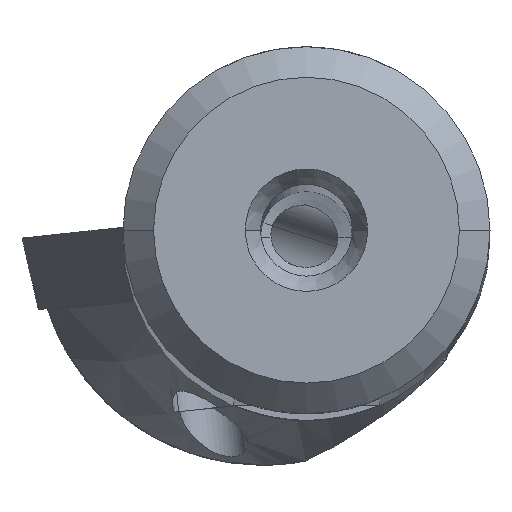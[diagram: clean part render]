
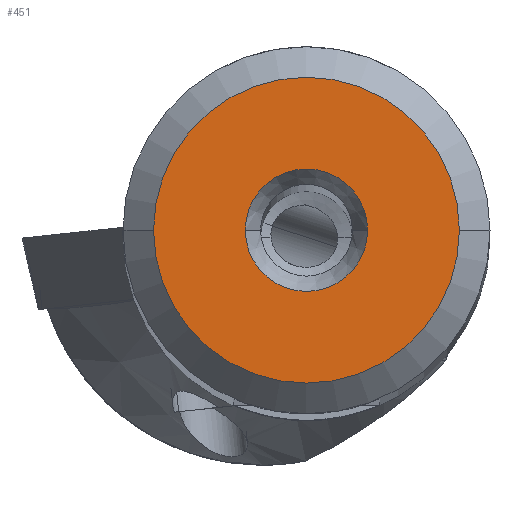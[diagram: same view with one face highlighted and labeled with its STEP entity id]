
A CAD part, top view. The second image highlights one B-rep face of the part: STEP entity #451.
In plain terms, the highlighted planar face has unit normal (0, 0, 1).
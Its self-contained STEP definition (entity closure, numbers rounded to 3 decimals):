
#451=ADVANCED_FACE('',(#511,#512),#494,.T.);
#494=PLANE('',#2631);
#511=FACE_BOUND('',#630,.T.);
#512=FACE_BOUND('',#631,.T.);
#630=EDGE_LOOP('',(#1271,#1272,#1273,#1274));
#631=EDGE_LOOP('',(#1275,#1276));
#1271=ORIENTED_EDGE('',*,*,#1872,.F.);
#1272=ORIENTED_EDGE('',*,*,#1873,.F.);
#1273=ORIENTED_EDGE('',*,*,#1874,.F.);
#1274=ORIENTED_EDGE('',*,*,#1875,.F.);
#1275=ORIENTED_EDGE('',*,*,#1876,.F.);
#1276=ORIENTED_EDGE('',*,*,#1871,.F.);
#1538=VERTEX_POINT('',#5242);
#1539=VERTEX_POINT('',#5244);
#1540=VERTEX_POINT('',#5248);
#1541=VERTEX_POINT('',#5249);
#1542=VERTEX_POINT('',#5251);
#1543=VERTEX_POINT('',#5253);
#1871=EDGE_CURVE('',#1539,#1538,#2007,.T.);
#1872=EDGE_CURVE('',#1540,#1541,#2008,.T.);
#1873=EDGE_CURVE('',#1542,#1540,#2009,.T.);
#1874=EDGE_CURVE('',#1543,#1542,#2010,.T.);
#1875=EDGE_CURVE('',#1541,#1543,#2011,.T.);
#1876=EDGE_CURVE('',#1538,#1539,#2012,.T.);
#2007=CIRCLE('',#2624,2.);
#2008=CIRCLE('',#2626,5.);
#2009=CIRCLE('',#2627,5.);
#2010=CIRCLE('',#2628,5.);
#2011=CIRCLE('',#2629,5.);
#2012=CIRCLE('',#2630,2.);
#2624=AXIS2_PLACEMENT_3D('',#5245,#3248,#3249);
#2626=AXIS2_PLACEMENT_3D('',#5247,#3252,#3253);
#2627=AXIS2_PLACEMENT_3D('',#5250,#3254,#3255);
#2628=AXIS2_PLACEMENT_3D('',#5252,#3256,#3257);
#2629=AXIS2_PLACEMENT_3D('',#5254,#3258,#3259);
#2630=AXIS2_PLACEMENT_3D('',#5255,#3260,#3261);
#2631=AXIS2_PLACEMENT_3D('',#5256,#3262,#3263);
#3248=DIRECTION('',(0.,0.,1.));
#3249=DIRECTION('',(1.,0.,0.));
#3252=DIRECTION('',(0.,0.,-1.));
#3253=DIRECTION('',(1.,0.,0.));
#3254=DIRECTION('',(0.,0.,-1.));
#3255=DIRECTION('',(0.,1.,0.));
#3256=DIRECTION('',(0.,0.,-1.));
#3257=DIRECTION('',(-1.,0.,0.));
#3258=DIRECTION('',(0.,0.,-1.));
#3259=DIRECTION('',(0.,-1.,0.));
#3260=DIRECTION('',(0.,0.,1.));
#3261=DIRECTION('',(-1.,0.,0.));
#3262=DIRECTION('',(0.,0.,1.));
#3263=DIRECTION('',(-1.,0.,0.));
#5242=CARTESIAN_POINT('',(-2.,0.,0.));
#5244=CARTESIAN_POINT('',(2.,0.,0.));
#5245=CARTESIAN_POINT('',(0.,0.,0.));
#5247=CARTESIAN_POINT('',(0.,0.,0.));
#5248=CARTESIAN_POINT('',(5.,0.,0.));
#5249=CARTESIAN_POINT('',(0.,-5.,0.));
#5250=CARTESIAN_POINT('',(0.,0.,0.));
#5251=CARTESIAN_POINT('',(0.,5.,0.));
#5252=CARTESIAN_POINT('',(0.,0.,0.));
#5253=CARTESIAN_POINT('',(-5.,0.,0.));
#5254=CARTESIAN_POINT('',(0.,0.,0.));
#5255=CARTESIAN_POINT('',(0.,0.,0.));
#5256=CARTESIAN_POINT('',(0.,0.,0.));
